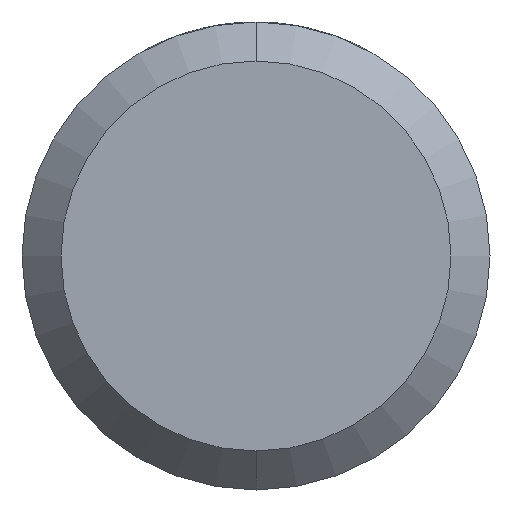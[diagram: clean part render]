
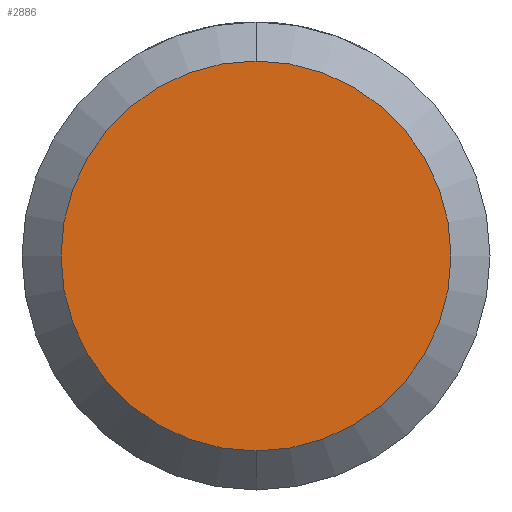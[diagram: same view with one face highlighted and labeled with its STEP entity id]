
A CAD part, front view. The second image highlights one B-rep face of the part: STEP entity #2886.
In plain terms, the highlighted planar face has unit normal (0, -1, 0).
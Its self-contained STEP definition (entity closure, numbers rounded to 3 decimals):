
#9 = CARTESIAN_POINT ( 'NONE',  ( 0., -40., 0. ) ) ;
#80 = ORIENTED_EDGE ( 'NONE', *, *, #3155, .T. ) ;
#155 = PLANE ( 'NONE',  #2717 ) ;
#310 = DIRECTION ( 'NONE',  ( 0., 0., 1. ) ) ;
#422 = CARTESIAN_POINT ( 'NONE',  ( 0., -40., -1.25 ) ) ;
#606 = FACE_OUTER_BOUND ( 'NONE', #608, .T. ) ;
#608 = EDGE_LOOP ( 'NONE', ( #80, #1140 ) ) ;
#923 = CIRCLE ( 'NONE', #1488, 1.25 ) ;
#996 = VERTEX_POINT ( 'NONE', #2104 ) ;
#1129 = AXIS2_PLACEMENT_3D ( 'NONE', #1480, #3447, #3165 ) ;
#1140 = ORIENTED_EDGE ( 'NONE', *, *, #2582, .T. ) ;
#1147 = DIRECTION ( 'NONE',  ( 0., -1., 0. ) ) ;
#1252 = DIRECTION ( 'NONE',  ( 0., 1., 0. ) ) ;
#1480 = CARTESIAN_POINT ( 'NONE',  ( 0., -40., 0. ) ) ;
#1488 = AXIS2_PLACEMENT_3D ( 'NONE', #9, #1147, #310 ) ;
#1732 = CIRCLE ( 'NONE', #1129, 1.25 ) ;
#2104 = CARTESIAN_POINT ( 'NONE',  ( 0., -40., 1.25 ) ) ;
#2226 = VERTEX_POINT ( 'NONE', #422 ) ;
#2403 = CARTESIAN_POINT ( 'NONE',  ( 0., -40., 0. ) ) ;
#2582 = EDGE_CURVE ( 'Defeature ausgef�hrt2_2+Defeature ausgef�hrt2_1+Defeature ausgef�hrt2_1+Defeature ausgef�hrt2_1', #2226, #996, #923, .T. ) ;
#2717 = AXIS2_PLACEMENT_3D ( 'NONE', #2403, #1252, #3182 ) ;
#2886 = ADVANCED_FACE ( 'Defeature ausgef�hrt2_2', ( #606 ), #155, .F. ) ;
#3155 = EDGE_CURVE ( 'Defeature ausgef�hrt2_2+Defeature ausgef�hrt2_1+Defeature ausgef�hrt2_1+Defeature ausgef�hrt2_1', #996, #2226, #1732, .T. ) ;
#3165 = DIRECTION ( 'NONE',  ( 0., 0., 1. ) ) ;
#3182 = DIRECTION ( 'NONE',  ( 0., 0., 1. ) ) ;
#3447 = DIRECTION ( 'NONE',  ( 0., -1., 0. ) ) ;
